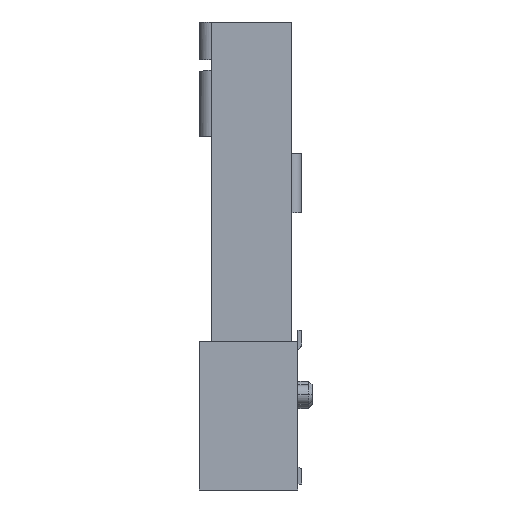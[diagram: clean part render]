
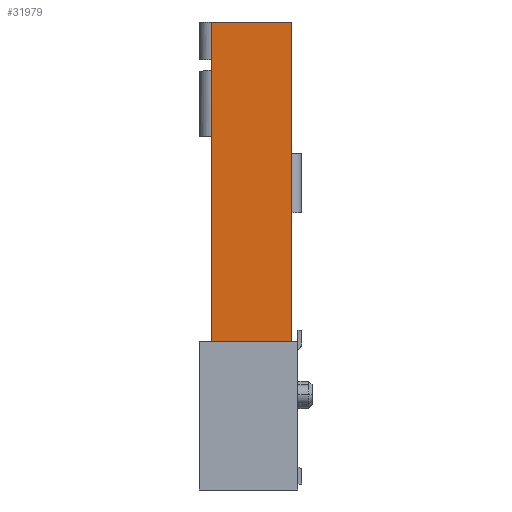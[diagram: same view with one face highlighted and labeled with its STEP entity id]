
A CAD part, left-side view. The second image highlights one B-rep face of the part: STEP entity #31979.
In plain terms, the highlighted planar face has unit normal (-1, 0, 0).
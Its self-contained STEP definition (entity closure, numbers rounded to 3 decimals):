
#3107=DIRECTION('',(0.,0.,-1.));
#3108=VECTOR('',#3107,16.22);
#3109=CARTESIAN_POINT('',(-18.603,6.734,10.46));
#3110=LINE('56751',#3109,#3108);
#3337=DIRECTION('',(0.,1.,0.));
#3338=VECTOR('',#3337,4.1);
#3339=CARTESIAN_POINT('',(-18.603,2.634,10.46));
#3340=LINE('56760',#3339,#3338);
#3373=DIRECTION('',(0.,0.,1.));
#3374=VECTOR('',#3373,16.22);
#3375=CARTESIAN_POINT('',(-18.603,2.634,
-5.76));
#3376=LINE('57230',#3375,#3374);
#3507=DIRECTION('',(0.,1.,0.));
#3508=VECTOR('',#3507,4.1);
#3509=CARTESIAN_POINT('',(-18.603,2.634,
-5.76));
#3510=LINE('56734',#3509,#3508);
#22706=CARTESIAN_POINT('',(-18.603,2.634,
-5.76));
#22707=CARTESIAN_POINT('',(-18.603,6.734,
-5.76));
#22708=VERTEX_POINT('',#22706);
#22709=VERTEX_POINT('',#22707);
#22746=CARTESIAN_POINT('',(-18.603,6.734,
10.46));
#22747=VERTEX_POINT('',#22746);
#22760=CARTESIAN_POINT('',(-18.603,2.634,
10.46));
#22761=VERTEX_POINT('',#22760);
#31968=CARTESIAN_POINT('',(-18.603,4.684,
2.35));
#31969=DIRECTION('',(1.,0.,0.));
#31970=DIRECTION('',(0.,-1.,0.));
#31971=AXIS2_PLACEMENT_3D('',#31968,#31969,#31970);
#31972=PLANE('73494',#31971);
#31973=ORIENTED_EDGE('56734',*,*,#29063,.T.);
#31974=ORIENTED_EDGE('56751',*,*,#31451,.F.);
#31975=ORIENTED_EDGE('56760',*,*,#31784,.F.);
#31976=ORIENTED_EDGE('57230',*,*,#31826,.F.);
#31977=EDGE_LOOP('73494',(#31973,#31974,#31975,#31976));
#31978=FACE_OUTER_BOUND('73494',#31977,.F.);
#31979=ADVANCED_FACE('73494',(#31978),#31972,.F.);
#29063=EDGE_CURVE('56734',#22708,#22709,#3510,.T.);
#31451=EDGE_CURVE('56751',#22747,#22709,#3110,.T.);
#31784=EDGE_CURVE('56760',#22761,#22747,#3340,.T.);
#31826=EDGE_CURVE('57230',#22708,#22761,#3376,.T.);
